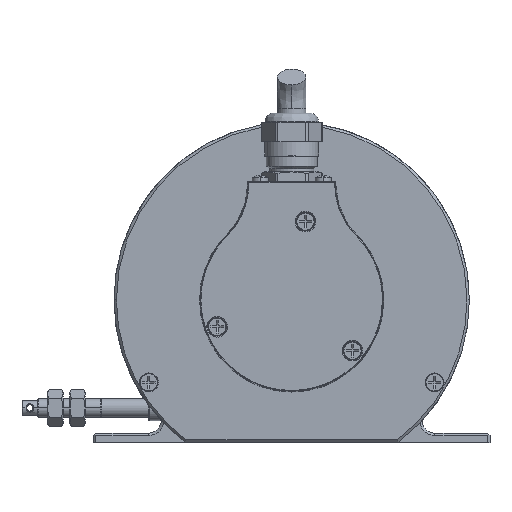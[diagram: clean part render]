
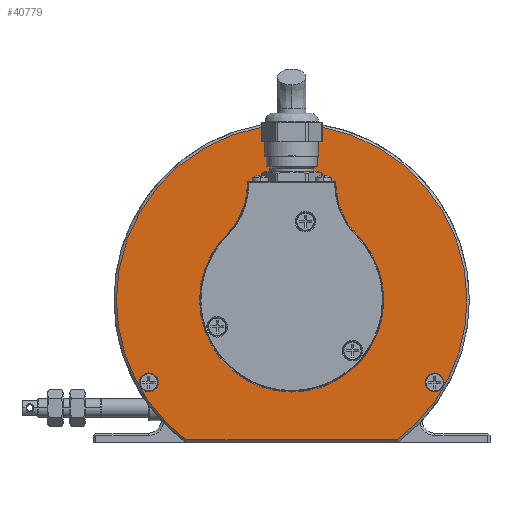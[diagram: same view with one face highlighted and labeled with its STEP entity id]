
A CAD part, top view. The second image highlights one B-rep face of the part: STEP entity #40779.
In plain terms, the highlighted planar face has unit normal (0, 0, 1).
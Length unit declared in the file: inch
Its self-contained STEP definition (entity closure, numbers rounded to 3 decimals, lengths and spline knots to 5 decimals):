
#918 = AXIS2_PLACEMENT_3D ( 'NONE', #37782, #34424, #31683 ) ;
#1083 = VERTEX_POINT ( 'NONE', #22559 ) ;
#1125 = EDGE_CURVE ( 'NONE', #1083, #31254, #5191, .T. ) ;
#1651 = AXIS2_PLACEMENT_3D ( 'NONE', #7796, #27164, #36842 ) ;
#2493 = CARTESIAN_POINT ( 'NONE',  ( -1.313, -1.73425, 0.09843 ) ) ;
#2757 = CARTESIAN_POINT ( 'NONE',  ( -1.77297, -1.02362, 0.09843 ) ) ;
#4243 = AXIS2_PLACEMENT_3D ( 'NONE', #20598, #33453, #4596 ) ;
#4596 = DIRECTION ( 'NONE',  ( 1., 0., 0. ) ) ;
#5165 = CARTESIAN_POINT ( 'NONE',  ( 0., 2.04724, 0.09843 ) ) ;
#5191 = CIRCLE ( 'NONE', #38139, 0.11811 ) ;
#5349 = DIRECTION ( 'NONE',  ( 1., 0., 0. ) ) ;
#5700 = EDGE_CURVE ( 'NONE', #32551, #27284, #24935, .T. ) ;
#6648 = DIRECTION ( 'NONE',  ( 0., 0., -1. ) ) ;
#6849 = CIRCLE ( 'NONE', #28371, 1.05906 ) ;
#7526 = AXIS2_PLACEMENT_3D ( 'NONE', #10425, #6648, #26019 ) ;
#7796 = CARTESIAN_POINT ( 'NONE',  ( 0.00002, -0.00005, 0.09843 ) ) ;
#7851 = ORIENTED_EDGE ( 'NONE', *, *, #5700, .T. ) ;
#9710 = DIRECTION ( 'NONE',  ( 0., 0., -1. ) ) ;
#9801 = FACE_OUTER_BOUND ( 'NONE', #19570, .T. ) ;
#10002 = FACE_BOUND ( 'NONE', #34091, .T. ) ;
#10197 = FACE_BOUND ( 'NONE', #11058, .T. ) ;
#10425 = CARTESIAN_POINT ( 'NONE',  ( -1.77297, -1.02362, 0.09843 ) ) ;
#10879 = CIRCLE ( 'NONE', #27023, 0.11811 ) ;
#11058 = EDGE_LOOP ( 'NONE', ( #33927, #13848 ) ) ;
#11216 = DIRECTION ( 'NONE',  ( 1., 0., 0. ) ) ;
#11545 = DIRECTION ( 'NONE',  ( 1., 0., 0. ) ) ;
#11612 = CIRCLE ( 'NONE', #40531, 0.11811 ) ;
#11631 = AXIS2_PLACEMENT_3D ( 'NONE', #14784, #34159, #11216 ) ;
#11756 = CIRCLE ( 'NONE', #1651, 2.1752 ) ;
#12233 = ORIENTED_EDGE ( 'NONE', *, *, #28726, .T. ) ;
#12236 = VECTOR ( 'NONE', #34297, 39.37008 ) ;
#12548 = PLANE ( 'NONE',  #24190 ) ;
#12752 = FACE_BOUND ( 'NONE', #29767, .T. ) ;
#13848 = ORIENTED_EDGE ( 'NONE', *, *, #15203, .T. ) ;
#14784 = CARTESIAN_POINT ( 'NONE',  ( 0., 0., 0.09843 ) ) ;
#14999 = CARTESIAN_POINT ( 'NONE',  ( 1.05906, 0., 0.09843 ) ) ;
#15203 = EDGE_CURVE ( 'NONE', #31254, #1083, #23627, .T. ) ;
#15394 = CARTESIAN_POINT ( 'NONE',  ( 2.17521, -0.00005, 0.09843 ) ) ;
#15701 = CIRCLE ( 'NONE', #4243, 2.1752 ) ;
#15746 = CARTESIAN_POINT ( 'NONE',  ( -2.17518, -0.00005, 0.09843 ) ) ;
#16057 = CARTESIAN_POINT ( 'NONE',  ( 1.89108, -1.02362, 0.09843 ) ) ;
#16194 = AXIS2_PLACEMENT_3D ( 'NONE', #5165, #18422, #30863 ) ;
#16297 = EDGE_CURVE ( 'NONE', #40494, #37476, #10879, .T. ) ;
#16327 = CIRCLE ( 'NONE', #37178, 0.11811 ) ;
#16341 = EDGE_CURVE ( 'NONE', #16414, #26904, #18918, .T. ) ;
#16414 = VERTEX_POINT ( 'NONE', #2493 ) ;
#17100 = DIRECTION ( 'NONE',  ( 0., 0., -1. ) ) ;
#17315 = DIRECTION ( 'NONE',  ( 1., 0., 0. ) ) ;
#18422 = DIRECTION ( 'NONE',  ( 0., 0., -1. ) ) ;
#18500 = DIRECTION ( 'NONE',  ( 0., 0., -1. ) ) ;
#18918 = LINE ( 'NONE', #21864, #12236 ) ;
#19355 = EDGE_CURVE ( 'NONE', #26254, #21654, #20400, .T. ) ;
#19495 = CARTESIAN_POINT ( 'NONE',  ( -0.11811, 2.04724, 0.09843 ) ) ;
#19500 = VERTEX_POINT ( 'NONE', #14999 ) ;
#19570 = EDGE_LOOP ( 'NONE', ( #36015, #37742, #12233, #37675 ) ) ;
#19643 = CARTESIAN_POINT ( 'NONE',  ( 1.77297, -1.02362, 0.09843 ) ) ;
#19677 = DIRECTION ( 'NONE',  ( 1., 0., 0. ) ) ;
#20051 = ORIENTED_EDGE ( 'NONE', *, *, #22200, .T. ) ;
#20400 = CIRCLE ( 'NONE', #918, 2.1752 ) ;
#20551 = CARTESIAN_POINT ( 'NONE',  ( 1.65486, -1.02362, 0.09843 ) ) ;
#20598 = CARTESIAN_POINT ( 'NONE',  ( 0.00002, -0.00005, 0.09843 ) ) ;
#20914 = CARTESIAN_POINT ( 'NONE',  ( -1.05906, 0., 0.09843 ) ) ;
#21654 = VERTEX_POINT ( 'NONE', #15746 ) ;
#21864 = CARTESIAN_POINT ( 'NONE',  ( 0., -1.73425, 0.09843 ) ) ;
#22138 = CARTESIAN_POINT ( 'NONE',  ( 0.11811, 2.04724, 0.09843 ) ) ;
#22200 = EDGE_CURVE ( 'NONE', #38239, #19500, #6849, .T. ) ;
#22559 = CARTESIAN_POINT ( 'NONE',  ( -1.65486, -1.02362, 0.09843 ) ) ;
#23179 = EDGE_CURVE ( 'NONE', #27284, #32551, #11612, .T. ) ;
#23627 = CIRCLE ( 'NONE', #7526, 0.11811 ) ;
#24190 = AXIS2_PLACEMENT_3D ( 'NONE', #26013, #35494, #19677 ) ;
#24866 = CARTESIAN_POINT ( 'NONE',  ( 0., 0., 0.09843 ) ) ;
#24877 = DIRECTION ( 'NONE',  ( 1., 0., 0. ) ) ;
#24935 = CIRCLE ( 'NONE', #16194, 0.11811 ) ;
#24962 = FACE_BOUND ( 'NONE', #27745, .T. ) ;
#26013 = CARTESIAN_POINT ( 'NONE',  ( 0., 0., 0.09843 ) ) ;
#26019 = DIRECTION ( 'NONE',  ( 1., 0., 0. ) ) ;
#26254 = VERTEX_POINT ( 'NONE', #15394 ) ;
#26904 = VERTEX_POINT ( 'NONE', #35035 ) ;
#27023 = AXIS2_PLACEMENT_3D ( 'NONE', #34094, #18500, #11545 ) ;
#27076 = EDGE_CURVE ( 'NONE', #37476, #40494, #16327, .T. ) ;
#27164 = DIRECTION ( 'NONE',  ( 0., 0., 1. ) ) ;
#27186 = EDGE_CURVE ( 'NONE', #19500, #38239, #29781, .T. ) ;
#27284 = VERTEX_POINT ( 'NONE', #22138 ) ;
#27745 = EDGE_LOOP ( 'NONE', ( #37207, #20051 ) ) ;
#28296 = DIRECTION ( 'NONE',  ( 0., 0., -1. ) ) ;
#28371 = AXIS2_PLACEMENT_3D ( 'NONE', #24866, #37920, #38542 ) ;
#28726 = EDGE_CURVE ( 'NONE', #21654, #16414, #11756, .T. ) ;
#29767 = EDGE_LOOP ( 'NONE', ( #30992, #7851 ) ) ;
#29781 = CIRCLE ( 'NONE', #11631, 1.05906 ) ;
#30399 = ORIENTED_EDGE ( 'NONE', *, *, #27076, .T. ) ;
#30863 = DIRECTION ( 'NONE',  ( 1., 0., 0. ) ) ;
#30992 = ORIENTED_EDGE ( 'NONE', *, *, #23179, .T. ) ;
#31254 = VERTEX_POINT ( 'NONE', #38276 ) ;
#31683 = DIRECTION ( 'NONE',  ( 1., 0., 0. ) ) ;
#32551 = VERTEX_POINT ( 'NONE', #19495 ) ;
#33453 = DIRECTION ( 'NONE',  ( 0., 0., 1. ) ) ;
#33927 = ORIENTED_EDGE ( 'NONE', *, *, #1125, .T. ) ;
#34091 = EDGE_LOOP ( 'NONE', ( #30399, #40083 ) ) ;
#34094 = CARTESIAN_POINT ( 'NONE',  ( 1.77297, -1.02362, 0.09843 ) ) ;
#34159 = DIRECTION ( 'NONE',  ( 0., 0., -1. ) ) ;
#34201 = CARTESIAN_POINT ( 'NONE',  ( 0., 2.04724, 0.09843 ) ) ;
#34297 = DIRECTION ( 'NONE',  ( 1., 0., 0. ) ) ;
#34424 = DIRECTION ( 'NONE',  ( 0., 0., 1. ) ) ;
#35035 = CARTESIAN_POINT ( 'NONE',  ( 1.31298, -1.73426, 0.09843 ) ) ;
#35494 = DIRECTION ( 'NONE',  ( 0., 0., 1. ) ) ;
#36015 = ORIENTED_EDGE ( 'NONE', *, *, #37927, .T. ) ;
#36842 = DIRECTION ( 'NONE',  ( 1., 0., 0. ) ) ;
#37178 = AXIS2_PLACEMENT_3D ( 'NONE', #19643, #17100, #17315 ) ;
#37207 = ORIENTED_EDGE ( 'NONE', *, *, #27186, .T. ) ;
#37476 = VERTEX_POINT ( 'NONE', #16057 ) ;
#37675 = ORIENTED_EDGE ( 'NONE', *, *, #16341, .T. ) ;
#37742 = ORIENTED_EDGE ( 'NONE', *, *, #19355, .T. ) ;
#37782 = CARTESIAN_POINT ( 'NONE',  ( 0.00002, -0.00005, 0.09843 ) ) ;
#37920 = DIRECTION ( 'NONE',  ( 0., 0., -1. ) ) ;
#37927 = EDGE_CURVE ( 'NONE', #26904, #26254, #15701, .T. ) ;
#38139 = AXIS2_PLACEMENT_3D ( 'NONE', #2757, #9710, #24877 ) ;
#38239 = VERTEX_POINT ( 'NONE', #20914 ) ;
#38276 = CARTESIAN_POINT ( 'NONE',  ( -1.89108, -1.02362, 0.09843 ) ) ;
#38542 = DIRECTION ( 'NONE',  ( 1., 0., 0. ) ) ;
#40083 = ORIENTED_EDGE ( 'NONE', *, *, #16297, .T. ) ;
#40494 = VERTEX_POINT ( 'NONE', #20551 ) ;
#40531 = AXIS2_PLACEMENT_3D ( 'NONE', #34201, #28296, #5349 ) ;
#40779 = ADVANCED_FACE ( 'NONE', ( #24962, #10002, #10197, #12752, #9801 ), #12548, .T. ) ;
